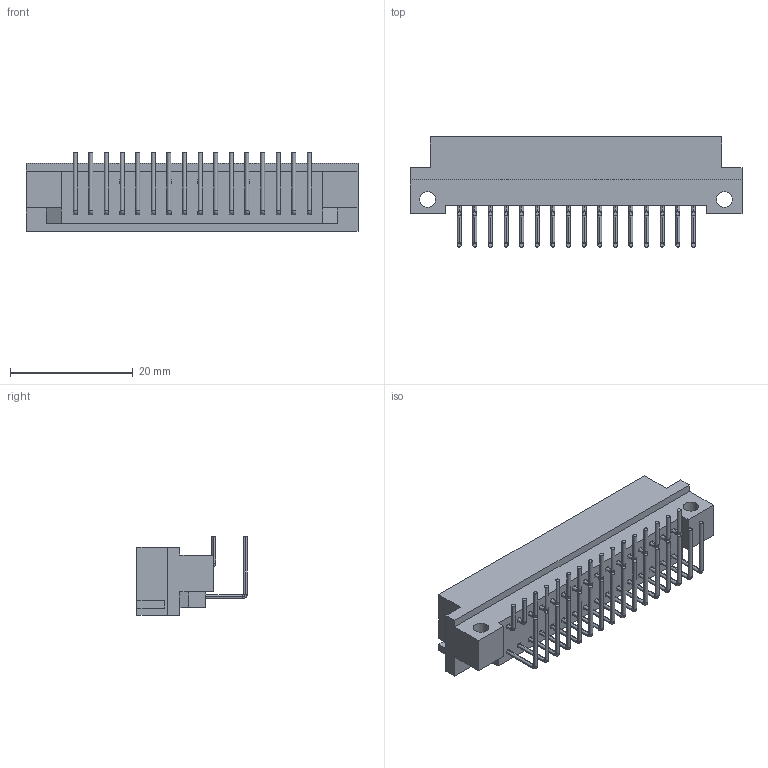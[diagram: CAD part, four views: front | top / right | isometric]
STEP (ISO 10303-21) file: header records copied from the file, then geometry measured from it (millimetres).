
FILE_DESCRIPTION((''),'2;1');
FILE_NAME('86094327313745ELF','2012-12-28T',('SJaganat'),('FCI - ELX Division'),'PRO/ENGINEER BY PARAMETRIC TECHNOLOGY CORPORATION, 2012070','PRO/ENGINEER BY PARAMETRIC TECHNOLOGY CORPORATION, 2012070','');
FILE_SCHEMA(('CONFIG_CONTROL_DESIGN'));
Length unit declared in the file: millimetre
Products named in the file (1): 86094327313745ELF
Bounding box: 54 x 17.93 x 12.83 mm (x, y, z)
Volume: 3353.3 mm3; surface area: 4913.8 mm2
Topology: 1 solids, 1 shells, 501 faces, 1452 edges, 922 vertices
Faces by surface type: plane 305, cylinder 132, torus 64
Entity records: 16784 total; most frequent: DIRECTION 2974, ORIENTED_EDGE 2904, CARTESIAN_POINT 2875, EDGE_CURVE 1452, AXIS2_PLACEMENT_3D 1021, VECTOR 932, LINE 932, VERTEX_POINT 922
